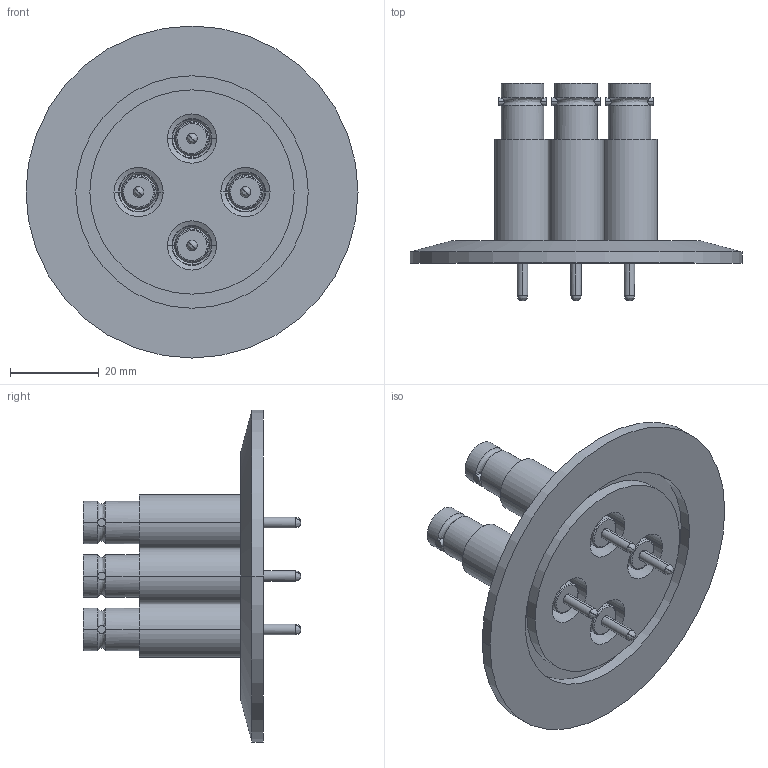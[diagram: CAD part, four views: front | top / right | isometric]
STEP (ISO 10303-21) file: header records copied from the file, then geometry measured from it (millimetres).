
FILE_DESCRIPTION (( 'STEP AP203' ), '1' );
FILE_NAME ('A0344-1-QF.STEP', '2013-08-28T13:47:07', ( '' ), ( '' ), 'SwSTEP 2.0', 'SolidWorks 2012', '' );
FILE_SCHEMA (( 'CONFIG_CONTROL_DESIGN' ));
Length unit declared in the file: inch
Products named in the file (1): A0344-1-QF
Bounding box: 74.93 x 49.15 x 74.93 mm (x, y, z)
Volume: 26448.4 mm3; surface area: 26918.4 mm2
Topology: 1 solids, 5 shells, 400 faces, 918 edges, 570 vertices
Faces by surface type: cylinder 206, cone 98, plane 64, bspline 32
Entity records: 12063 total; most frequent: CARTESIAN_POINT 2769, DIRECTION 2110, ORIENTED_EDGE 1820, EDGE_CURVE 910, AXIS2_PLACEMENT_3D 903, VERTEX_POINT 570, CIRCLE 534, EDGE_LOOP 458
